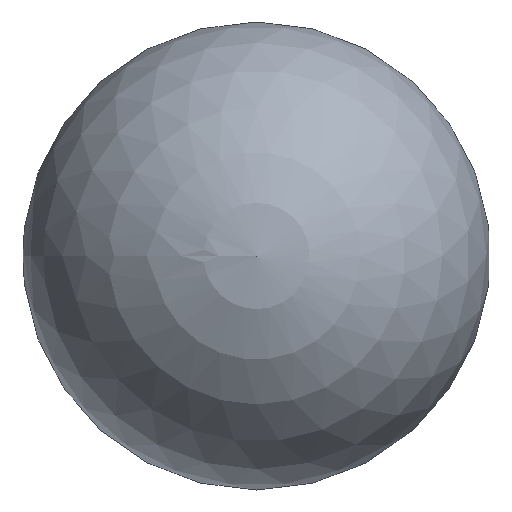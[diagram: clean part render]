
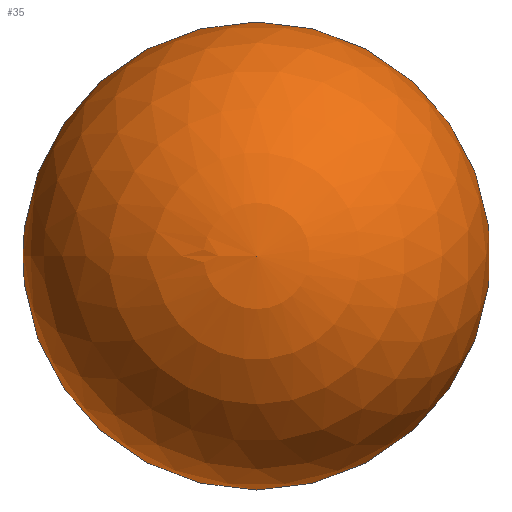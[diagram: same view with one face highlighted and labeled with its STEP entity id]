
A CAD part, left-side view. The second image highlights one B-rep face of the part: STEP entity #35.
In plain terms, the highlighted spherical face has radius 16 mm.
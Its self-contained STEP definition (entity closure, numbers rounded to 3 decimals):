
#35 = ADVANCED_FACE( '', ( #70, #71 ), #72, .T. );
#70 = FACE_BOUND( '', #104, .T. );
#71 = FACE_OUTER_BOUND( '', #105, .T. );
#72 = SPHERICAL_SURFACE( '', #106, 16. );
#104 = VERTEX_LOOP( '', #136 );
#105 = EDGE_LOOP( '', ( #137 ) );
#106 = AXIS2_PLACEMENT_3D( '', #138, #139, #140 );
#136 = VERTEX_POINT( '', #171 );
#137 = ORIENTED_EDGE( '', *, *, #172, .F. );
#138 = CARTESIAN_POINT( '', ( 16., 0., 0. ) );
#139 = DIRECTION( '', ( 1., 0., 0. ) );
#140 = DIRECTION( '', ( 0., 1., 0. ) );
#171 = CARTESIAN_POINT( '', ( 0., 0., 0. ) );
#172 = EDGE_CURVE( '', #189, #189, #190, .T. );
#189 = VERTEX_POINT( '', #208 );
#190 = CIRCLE( '', #209, 9.327 );
#208 = CARTESIAN_POINT( '', ( 29., 0., -9.327 ) );
#209 = AXIS2_PLACEMENT_3D( '', #228, #229, #230 );
#228 = CARTESIAN_POINT( '', ( 29., 0., 0. ) );
#229 = DIRECTION( '', ( 1., 0., 0. ) );
#230 = DIRECTION( '', ( 0., 0., -1. ) );
